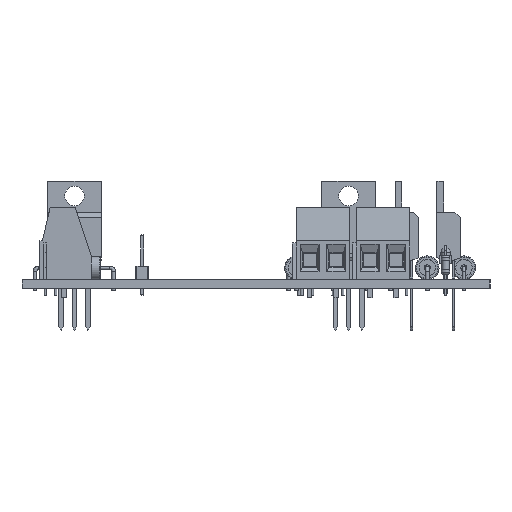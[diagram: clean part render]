
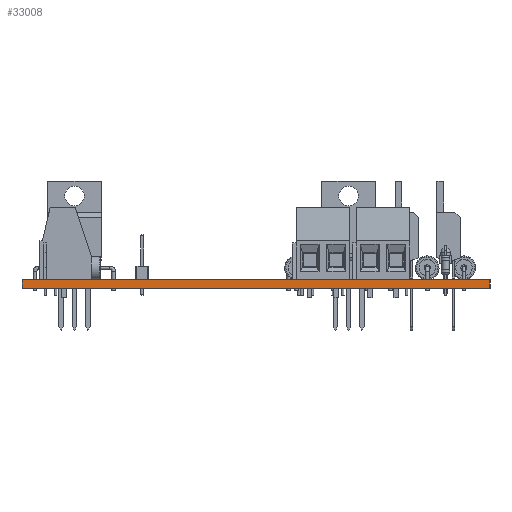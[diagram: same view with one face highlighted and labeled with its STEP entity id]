
A CAD part, left-side view. The second image highlights one B-rep face of the part: STEP entity #33008.
In plain terms, the highlighted planar face has unit normal (-1, 0, 0).
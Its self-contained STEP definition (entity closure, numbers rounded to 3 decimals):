
#33008 = ADVANCED_FACE('',(#33009),#33023,.F.);
#33009 = FACE_BOUND('',#33010,.F.);
#33010 = EDGE_LOOP('',(#33011,#33046,#33074,#33102));
#33011 = ORIENTED_EDGE('',*,*,#33012,.T.);
#33012 = EDGE_CURVE('',#33013,#33015,#33017,.T.);
#33013 = VERTEX_POINT('',#33014);
#33014 = CARTESIAN_POINT('',(91.5,-64.,0.));
#33015 = VERTEX_POINT('',#33016);
#33016 = CARTESIAN_POINT('',(91.5,-64.,1.6));
#33017 = SURFACE_CURVE('',#33018,(#33022,#33034),.PCURVE_S1.);
#33018 = LINE('',#33019,#33020);
#33019 = CARTESIAN_POINT('',(91.5,-64.,0.));
#33020 = VECTOR('',#33021,1.);
#33021 = DIRECTION('',(0.,0.,1.));
#33022 = PCURVE('',#33023,#33028);
#33023 = PLANE('',#33024);
#33024 = AXIS2_PLACEMENT_3D('',#33025,#33026,#33027);
#33025 = CARTESIAN_POINT('',(91.5,-64.,0.));
#33026 = DIRECTION('',(1.,0.,-0.));
#33027 = DIRECTION('',(0.,-1.,0.));
#33028 = DEFINITIONAL_REPRESENTATION('',(#33029),#33033);
#33029 = LINE('',#33030,#33031);
#33030 = CARTESIAN_POINT('',(0.,0.));
#33031 = VECTOR('',#33032,1.);
#33032 = DIRECTION('',(0.,-1.));
#33033 = ( GEOMETRIC_REPRESENTATION_CONTEXT(2) 
PARAMETRIC_REPRESENTATION_CONTEXT() REPRESENTATION_CONTEXT('2D SPACE',''
  ) );
#33034 = PCURVE('',#33035,#33040);
#33035 = PLANE('',#33036);
#33036 = AXIS2_PLACEMENT_3D('',#33037,#33038,#33039);
#33037 = CARTESIAN_POINT('',(192.5,-64.,0.));
#33038 = DIRECTION('',(0.,-1.,0.));
#33039 = DIRECTION('',(-1.,0.,0.));
#33040 = DEFINITIONAL_REPRESENTATION('',(#33041),#33045);
#33041 = LINE('',#33042,#33043);
#33042 = CARTESIAN_POINT('',(101.,0.));
#33043 = VECTOR('',#33044,1.);
#33044 = DIRECTION('',(0.,-1.));
#33045 = ( GEOMETRIC_REPRESENTATION_CONTEXT(2) 
PARAMETRIC_REPRESENTATION_CONTEXT() REPRESENTATION_CONTEXT('2D SPACE',''
  ) );
#33046 = ORIENTED_EDGE('',*,*,#33047,.T.);
#33047 = EDGE_CURVE('',#33015,#33048,#33050,.T.);
#33048 = VERTEX_POINT('',#33049);
#33049 = CARTESIAN_POINT('',(91.5,-153.5,1.6));
#33050 = SURFACE_CURVE('',#33051,(#33055,#33062),.PCURVE_S1.);
#33051 = LINE('',#33052,#33053);
#33052 = CARTESIAN_POINT('',(91.5,-64.,1.6));
#33053 = VECTOR('',#33054,1.);
#33054 = DIRECTION('',(0.,-1.,0.));
#33055 = PCURVE('',#33023,#33056);
#33056 = DEFINITIONAL_REPRESENTATION('',(#33057),#33061);
#33057 = LINE('',#33058,#33059);
#33058 = CARTESIAN_POINT('',(0.,-1.6));
#33059 = VECTOR('',#33060,1.);
#33060 = DIRECTION('',(1.,0.));
#33061 = ( GEOMETRIC_REPRESENTATION_CONTEXT(2) 
PARAMETRIC_REPRESENTATION_CONTEXT() REPRESENTATION_CONTEXT('2D SPACE',''
  ) );
#33062 = PCURVE('',#33063,#33068);
#33063 = PLANE('',#33064);
#33064 = AXIS2_PLACEMENT_3D('',#33065,#33066,#33067);
#33065 = CARTESIAN_POINT('',(142.,-108.75,1.6));
#33066 = DIRECTION('',(0.,0.,1.));
#33067 = DIRECTION('',(1.,0.,-0.));
#33068 = DEFINITIONAL_REPRESENTATION('',(#33069),#33073);
#33069 = LINE('',#33070,#33071);
#33070 = CARTESIAN_POINT('',(-50.5,44.75));
#33071 = VECTOR('',#33072,1.);
#33072 = DIRECTION('',(0.,-1.));
#33073 = ( GEOMETRIC_REPRESENTATION_CONTEXT(2) 
PARAMETRIC_REPRESENTATION_CONTEXT() REPRESENTATION_CONTEXT('2D SPACE',''
  ) );
#33074 = ORIENTED_EDGE('',*,*,#33075,.F.);
#33075 = EDGE_CURVE('',#33076,#33048,#33078,.T.);
#33076 = VERTEX_POINT('',#33077);
#33077 = CARTESIAN_POINT('',(91.5,-153.5,0.));
#33078 = SURFACE_CURVE('',#33079,(#33083,#33090),.PCURVE_S1.);
#33079 = LINE('',#33080,#33081);
#33080 = CARTESIAN_POINT('',(91.5,-153.5,0.));
#33081 = VECTOR('',#33082,1.);
#33082 = DIRECTION('',(0.,0.,1.));
#33083 = PCURVE('',#33023,#33084);
#33084 = DEFINITIONAL_REPRESENTATION('',(#33085),#33089);
#33085 = LINE('',#33086,#33087);
#33086 = CARTESIAN_POINT('',(89.5,0.));
#33087 = VECTOR('',#33088,1.);
#33088 = DIRECTION('',(0.,-1.));
#33089 = ( GEOMETRIC_REPRESENTATION_CONTEXT(2) 
PARAMETRIC_REPRESENTATION_CONTEXT() REPRESENTATION_CONTEXT('2D SPACE',''
  ) );
#33090 = PCURVE('',#33091,#33096);
#33091 = PLANE('',#33092);
#33092 = AXIS2_PLACEMENT_3D('',#33093,#33094,#33095);
#33093 = CARTESIAN_POINT('',(91.5,-153.5,0.));
#33094 = DIRECTION('',(0.,1.,0.));
#33095 = DIRECTION('',(1.,0.,0.));
#33096 = DEFINITIONAL_REPRESENTATION('',(#33097),#33101);
#33097 = LINE('',#33098,#33099);
#33098 = CARTESIAN_POINT('',(0.,0.));
#33099 = VECTOR('',#33100,1.);
#33100 = DIRECTION('',(0.,-1.));
#33101 = ( GEOMETRIC_REPRESENTATION_CONTEXT(2) 
PARAMETRIC_REPRESENTATION_CONTEXT() REPRESENTATION_CONTEXT('2D SPACE',''
  ) );
#33102 = ORIENTED_EDGE('',*,*,#33103,.F.);
#33103 = EDGE_CURVE('',#33013,#33076,#33104,.T.);
#33104 = SURFACE_CURVE('',#33105,(#33109,#33116),.PCURVE_S1.);
#33105 = LINE('',#33106,#33107);
#33106 = CARTESIAN_POINT('',(91.5,-64.,0.));
#33107 = VECTOR('',#33108,1.);
#33108 = DIRECTION('',(0.,-1.,0.));
#33109 = PCURVE('',#33023,#33110);
#33110 = DEFINITIONAL_REPRESENTATION('',(#33111),#33115);
#33111 = LINE('',#33112,#33113);
#33112 = CARTESIAN_POINT('',(0.,0.));
#33113 = VECTOR('',#33114,1.);
#33114 = DIRECTION('',(1.,0.));
#33115 = ( GEOMETRIC_REPRESENTATION_CONTEXT(2) 
PARAMETRIC_REPRESENTATION_CONTEXT() REPRESENTATION_CONTEXT('2D SPACE',''
  ) );
#33116 = PCURVE('',#33117,#33122);
#33117 = PLANE('',#33118);
#33118 = AXIS2_PLACEMENT_3D('',#33119,#33120,#33121);
#33119 = CARTESIAN_POINT('',(142.,-108.75,0.));
#33120 = DIRECTION('',(0.,0.,1.));
#33121 = DIRECTION('',(1.,0.,-0.));
#33122 = DEFINITIONAL_REPRESENTATION('',(#33123),#33127);
#33123 = LINE('',#33124,#33125);
#33124 = CARTESIAN_POINT('',(-50.5,44.75));
#33125 = VECTOR('',#33126,1.);
#33126 = DIRECTION('',(0.,-1.));
#33127 = ( GEOMETRIC_REPRESENTATION_CONTEXT(2) 
PARAMETRIC_REPRESENTATION_CONTEXT() REPRESENTATION_CONTEXT('2D SPACE',''
  ) );
